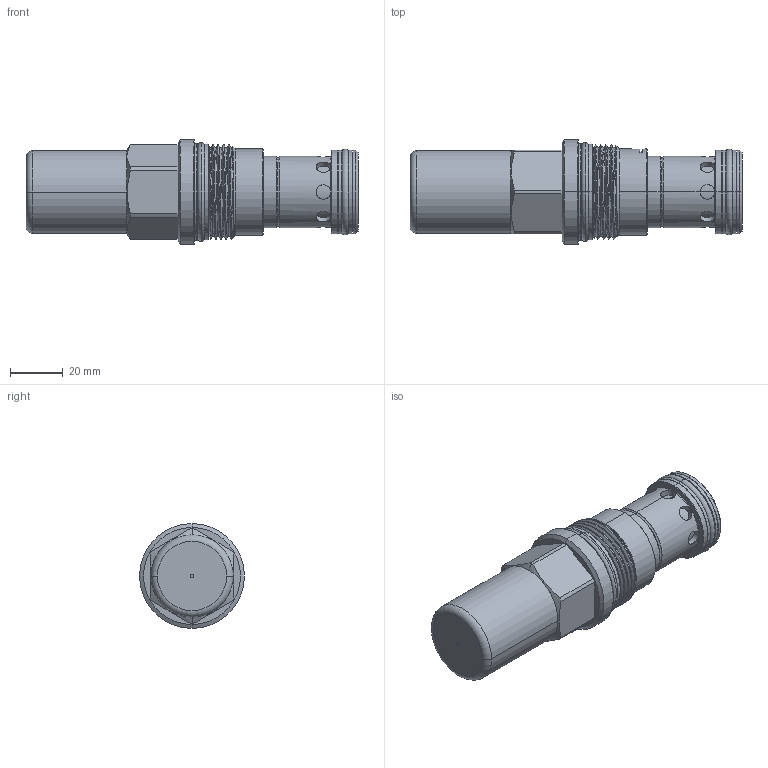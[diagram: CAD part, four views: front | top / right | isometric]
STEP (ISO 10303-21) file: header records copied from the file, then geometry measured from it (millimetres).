
FILE_DESCRIPTION (( 'STEP AP203' ), '1' );
FILE_NAME ('FR16A2F-C.STEP', '2024-05-30T02:36:15', ( '' ), ( '' ), 'SwSTEP 2.0', 'SolidWorks 2018', '' );
FILE_SCHEMA (( 'CONFIG_CONTROL_DESIGN' ));
Length unit declared in the file: millimetre
Products named in the file (1): FR16A2F-C
Bounding box: 125.59 x 39.67 x 39.67 mm (x, y, z)
Volume: 98836.8 mm3; surface area: 18417.2 mm2
Topology: 2 solids, 2 shells, 160 faces, 354 edges, 218 vertices
Faces by surface type: cylinder 84, plane 26, torus 24, cone 23, bspline 3
Entity records: 6423 total; most frequent: CARTESIAN_POINT 2866, DIRECTION 752, ORIENTED_EDGE 704, EDGE_CURVE 352, AXIS2_PLACEMENT_3D 320, VERTEX_POINT 218, EDGE_LOOP 184, CIRCLE 162
